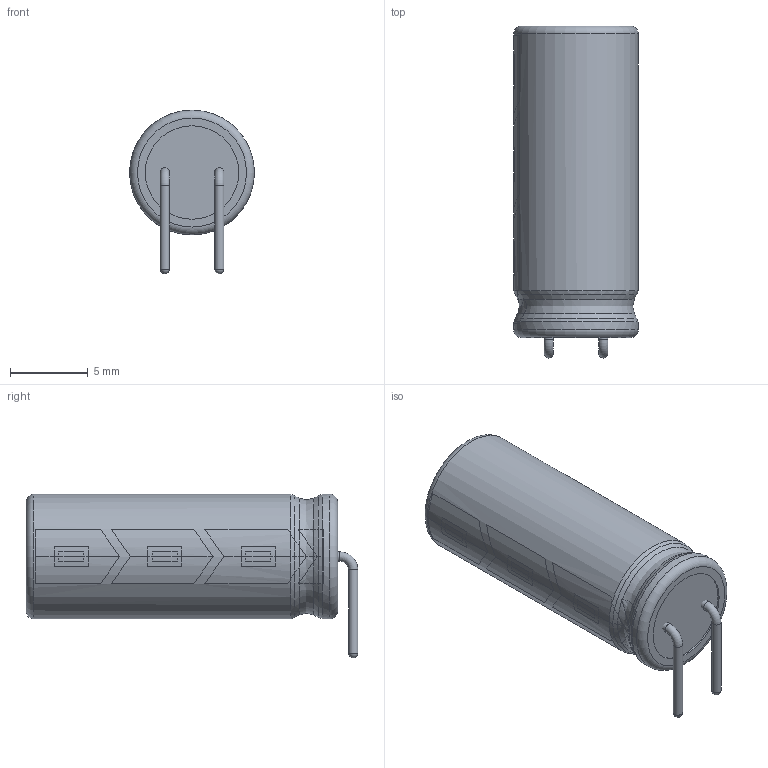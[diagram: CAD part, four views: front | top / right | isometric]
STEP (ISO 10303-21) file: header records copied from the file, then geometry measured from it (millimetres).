
FILE_DESCRIPTION(('FreeCAD Model'),'2;1');
FILE_NAME('D8_L20_P3.5_angled_mirrorred.step', '2016-11-24T18:52:01',('Author'),(''), 'Open CASCADE STEP processor 6.8','FreeCAD','Unknown');
FILE_SCHEMA(('AUTOMOTIVE_DESIGN_CC2 { 1 2 10303 214 -1 1 5 4 }'));
Length unit declared in the file: millimetre
Products named in the file (2): ASSEMBLY; D8_L20_P3.5_angled_mirrorred
Assembly tree (1 placements, depth 2):
  ASSEMBLY
    D8_L20_P3.5_angled_mirrorred
Bounding box: 8 x 21.3 x 10.5 mm (x, y, z)
Volume: 990.8 mm3; surface area: 1580.3 mm2
Topology: 14 solids, 14 shells, 175 faces, 469 edges, 300 vertices
Faces by surface type: plane 98, cylinder 48, cone 16, bspline 7, torus 4, sphere 2
Full cylindrical faces by diameter (mm): 0.6 x4, 6 x2, 8 x2
Entity records: 17023 total; most frequent: CARTESIAN_POINT 7171, DIRECTION 1455, ORIENTED_EDGE 934, PCURVE 934, DEFINITIONAL_REPRESENTATION 934, LINE 559, VECTOR 559, EDGE_CURVE 467
